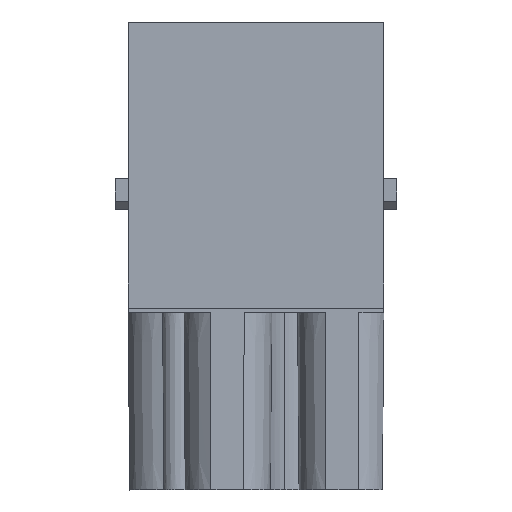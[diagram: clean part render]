
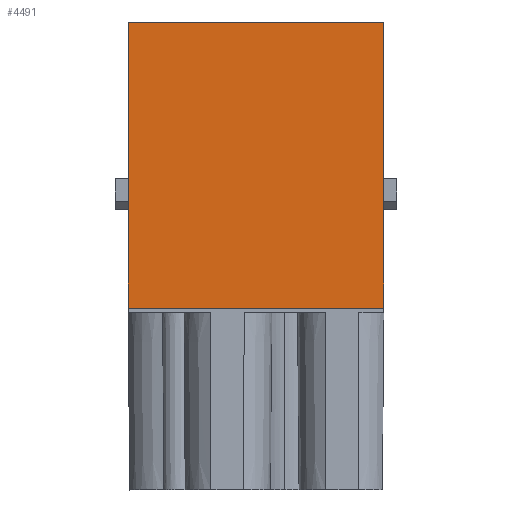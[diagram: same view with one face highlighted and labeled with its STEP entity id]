
A CAD part, left-side view. The second image highlights one B-rep face of the part: STEP entity #4491.
In plain terms, the highlighted planar face has unit normal (-1, 0, 0).
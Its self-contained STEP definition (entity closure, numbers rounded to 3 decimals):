
#4462=AXIS2_PLACEMENT_3D('Plane Axis2P3D',#4459,#4460,#4461) ;
#3407=CARTESIAN_POINT('Vertex',(0.,1.55,21.52)) ;
#3478=CARTESIAN_POINT('Line Origine',(0.,16.7,21.52)) ;
#3482=CARTESIAN_POINT('Vertex',(0.,31.85,21.52)) ;
#4370=CARTESIAN_POINT('Line Origine',(0.,1.55,25.31)) ;
#4374=CARTESIAN_POINT('Vertex',(0.,1.55,29.1)) ;
#4381=CARTESIAN_POINT('Vertex',(0.,1.55,55.45)) ;
#4384=CARTESIAN_POINT('Line Origine',(0.,1.55,42.275)) ;
#4459=CARTESIAN_POINT('Axis2P3D Location',(0.,31.25,33.15)) ;
#4464=CARTESIAN_POINT('Line Origine',(0.,31.85,42.275)) ;
#4468=CARTESIAN_POINT('Vertex',(0.,31.85,29.1)) ;
#4470=CARTESIAN_POINT('Vertex',(0.,31.85,55.45)) ;
#4473=CARTESIAN_POINT('Line Origine',(0.,31.85,25.31)) ;
#4478=CARTESIAN_POINT('Line Origine',(0.,16.7,55.45)) ;
#3479=DIRECTION('Vector Direction',(0.,-1.,0.)) ;
#4371=DIRECTION('Vector Direction',(0.,0.,1.)) ;
#4385=DIRECTION('Vector Direction',(0.,0.,1.)) ;
#4460=DIRECTION('Axis2P3D Direction',(1.,0.,0.)) ;
#4461=DIRECTION('Axis2P3D XDirection',(0.,-1.,0.)) ;
#4465=DIRECTION('Vector Direction',(0.,0.,1.)) ;
#4474=DIRECTION('Vector Direction',(0.,0.,1.)) ;
#4479=DIRECTION('Vector Direction',(0.,-1.,0.)) ;
#3480=VECTOR('Line Direction',#3479,1.) ;
#4372=VECTOR('Line Direction',#4371,1.) ;
#4386=VECTOR('Line Direction',#4385,1.) ;
#4466=VECTOR('Line Direction',#4465,1.) ;
#4475=VECTOR('Line Direction',#4474,1.) ;
#4480=VECTOR('Line Direction',#4479,1.) ;
#4484=ORIENTED_EDGE('',*,*,#4472,.F.) ;
#4485=ORIENTED_EDGE('',*,*,#4477,.F.) ;
#4486=ORIENTED_EDGE('',*,*,#3484,.T.) ;
#4487=ORIENTED_EDGE('',*,*,#4376,.T.) ;
#4488=ORIENTED_EDGE('',*,*,#4388,.T.) ;
#4489=ORIENTED_EDGE('',*,*,#4482,.F.) ;
#4491=ADVANCED_FACE('2772800000.1\\Hauptkoerper',(#4490),#4463,.F.) ;
#3484=EDGE_CURVE('',#3483,#3408,#3481,.T.) ;
#4376=EDGE_CURVE('',#3408,#4375,#4373,.T.) ;
#4388=EDGE_CURVE('',#4375,#4382,#4387,.T.) ;
#4472=EDGE_CURVE('',#4469,#4471,#4467,.T.) ;
#4477=EDGE_CURVE('',#3483,#4469,#4476,.T.) ;
#4482=EDGE_CURVE('',#4471,#4382,#4481,.T.) ;
#4483=EDGE_LOOP('',(#4484,#4485,#4486,#4487,#4488,#4489)) ;
#4490=FACE_OUTER_BOUND('',#4483,.T.) ;
#3481=LINE('Line',#3478,#3480) ;
#4373=LINE('Line',#4370,#4372) ;
#4387=LINE('Line',#4384,#4386) ;
#4467=LINE('Line',#4464,#4466) ;
#4476=LINE('Line',#4473,#4475) ;
#4481=LINE('Line',#4478,#4480) ;
#4463=PLANE('',#4462) ;
#3408=VERTEX_POINT('',#3407) ;
#3483=VERTEX_POINT('',#3482) ;
#4375=VERTEX_POINT('',#4374) ;
#4382=VERTEX_POINT('',#4381) ;
#4469=VERTEX_POINT('',#4468) ;
#4471=VERTEX_POINT('',#4470) ;
